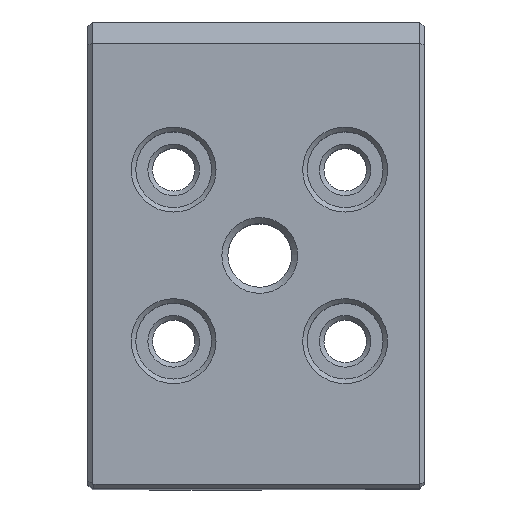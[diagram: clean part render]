
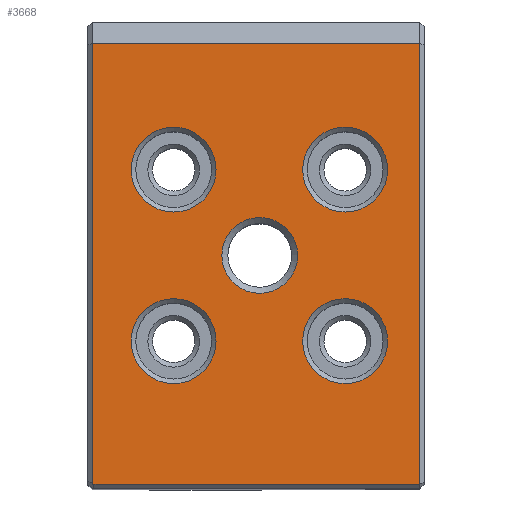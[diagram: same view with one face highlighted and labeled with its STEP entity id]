
A CAD part, top view. The second image highlights one B-rep face of the part: STEP entity #3668.
In plain terms, the highlighted planar face has unit normal (0, 0, 1).
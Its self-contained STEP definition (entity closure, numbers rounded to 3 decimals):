
#104=CIRCLE('',#3868,2.5);
#105=CIRCLE('',#3869,2.8);
#106=CIRCLE('',#3870,2.8);
#107=CIRCLE('',#3871,2.8);
#108=CIRCLE('',#3872,2.8);
#155=FACE_BOUND('',#676,.T.);
#156=FACE_BOUND('',#677,.T.);
#157=FACE_BOUND('',#678,.T.);
#158=FACE_BOUND('',#679,.T.);
#159=FACE_BOUND('',#680,.T.);
#449=FACE_OUTER_BOUND('',#675,.T.);
#675=EDGE_LOOP('',(#2984,#2985,#2986,#2987,#2988));
#676=EDGE_LOOP('',(#2989));
#677=EDGE_LOOP('',(#2990));
#678=EDGE_LOOP('',(#2991));
#679=EDGE_LOOP('',(#2992));
#680=EDGE_LOOP('',(#2993));
#1008=LINE('',#6415,#1349);
#1011=LINE('',#6421,#1352);
#1012=LINE('',#6423,#1353);
#1013=LINE('',#6424,#1354);
#1014=LINE('',#6425,#1355);
#1349=VECTOR('',#4411,21.59);
#1352=VECTOR('',#4416,0.07);
#1353=VECTOR('',#4417,21.547);
#1354=VECTOR('',#4418,29.1);
#1355=VECTOR('',#4419,29.044);
#1715=VERTEX_POINT('',#6413);
#1716=VERTEX_POINT('',#6414);
#1717=VERTEX_POINT('',#6419);
#1718=VERTEX_POINT('',#6420);
#1719=VERTEX_POINT('',#6422);
#1720=VERTEX_POINT('',#6426);
#1721=VERTEX_POINT('',#6428);
#1722=VERTEX_POINT('',#6430);
#1723=VERTEX_POINT('',#6432);
#1724=VERTEX_POINT('',#6434);
#2158=EDGE_CURVE('',#1715,#1716,#1008,.T.);
#2161=EDGE_CURVE('',#1717,#1718,#1011,.T.);
#2162=EDGE_CURVE('',#1718,#1719,#1012,.T.);
#2163=EDGE_CURVE('',#1719,#1715,#1013,.T.);
#2164=EDGE_CURVE('',#1716,#1717,#1014,.T.);
#2165=EDGE_CURVE('',#1720,#1720,#104,.T.);
#2166=EDGE_CURVE('',#1721,#1721,#105,.T.);
#2167=EDGE_CURVE('',#1722,#1722,#106,.T.);
#2168=EDGE_CURVE('',#1723,#1723,#107,.T.);
#2169=EDGE_CURVE('',#1724,#1724,#108,.T.);
#2984=ORIENTED_EDGE('',*,*,#2161,.T.);
#2985=ORIENTED_EDGE('',*,*,#2162,.T.);
#2986=ORIENTED_EDGE('',*,*,#2163,.T.);
#2987=ORIENTED_EDGE('',*,*,#2158,.T.);
#2988=ORIENTED_EDGE('',*,*,#2164,.T.);
#2989=ORIENTED_EDGE('',*,*,#2165,.F.);
#2990=ORIENTED_EDGE('',*,*,#2166,.T.);
#2991=ORIENTED_EDGE('',*,*,#2167,.T.);
#2992=ORIENTED_EDGE('',*,*,#2168,.T.);
#2993=ORIENTED_EDGE('',*,*,#2169,.T.);
#3505=PLANE('',#3867);
#3668=ADVANCED_FACE('',(#449,#155,#156,#157,#158,#159),#3505,.F.);
#3867=AXIS2_PLACEMENT_3D('',#6418,#4414,#4415);
#3868=AXIS2_PLACEMENT_3D('',#6427,#4420,#4421);
#3869=AXIS2_PLACEMENT_3D('',#6429,#4422,#4423);
#3870=AXIS2_PLACEMENT_3D('',#6431,#4424,#4425);
#3871=AXIS2_PLACEMENT_3D('',#6433,#4426,#4427);
#3872=AXIS2_PLACEMENT_3D('',#6435,#4428,#4429);
#4411=DIRECTION('',(-1.,0.,0.));
#4414=DIRECTION('center_axis',(0.,0.,-1.));
#4415=DIRECTION('ref_axis',(0.,1.,0.));
#4416=DIRECTION('',(0.608,-0.794,0.));
#4417=DIRECTION('',(1.,0.,0.));
#4418=DIRECTION('',(0.,1.,0.));
#4419=DIRECTION('',(0.,-1.,0.));
#4420=DIRECTION('center_axis',(0.,0.,1.));
#4421=DIRECTION('ref_axis',(1.,0.,0.));
#4422=DIRECTION('center_axis',(0.,0.,-1.));
#4423=DIRECTION('ref_axis',(1.,0.,0.));
#4424=DIRECTION('center_axis',(0.,0.,-1.));
#4425=DIRECTION('ref_axis',(1.,0.,0.));
#4426=DIRECTION('center_axis',(0.,0.,-1.));
#4427=DIRECTION('ref_axis',(1.,0.,0.));
#4428=DIRECTION('center_axis',(0.,0.,-1.));
#4429=DIRECTION('ref_axis',(1.,0.,0.));
#6413=CARTESIAN_POINT('',(12.95,14.,62.5));
#6414=CARTESIAN_POINT('',(-8.64,14.,62.5));
#6415=CARTESIAN_POINT('',(12.95,14.,62.5));
#6418=CARTESIAN_POINT('Origin',(46.778,-14.,62.5));
#6419=CARTESIAN_POINT('',(-8.64,-15.044,62.5));
#6420=CARTESIAN_POINT('',(-8.597,-15.1,62.5));
#6421=CARTESIAN_POINT('',(-8.64,-15.044,62.5));
#6422=CARTESIAN_POINT('',(12.95,-15.1,62.5));
#6423=CARTESIAN_POINT('',(-8.597,-15.1,62.5));
#6424=CARTESIAN_POINT('',(12.95,-15.1,62.5));
#6425=CARTESIAN_POINT('',(-8.64,14.,62.5));
#6426=CARTESIAN_POINT('',(-0.1,0.,62.5));
#6427=CARTESIAN_POINT('Origin',(2.4,0.,62.5));
#6428=CARTESIAN_POINT('',(-6.078,5.658,62.5));
#6429=CARTESIAN_POINT('Origin',(-3.278,5.658,62.5));
#6430=CARTESIAN_POINT('',(5.235,5.658,62.5));
#6431=CARTESIAN_POINT('Origin',(8.035,5.658,62.5));
#6432=CARTESIAN_POINT('',(-6.078,-5.655,62.5));
#6433=CARTESIAN_POINT('Origin',(-3.278,-5.655,62.5));
#6434=CARTESIAN_POINT('',(5.235,-5.655,62.5));
#6435=CARTESIAN_POINT('Origin',(8.035,-5.655,62.5));
